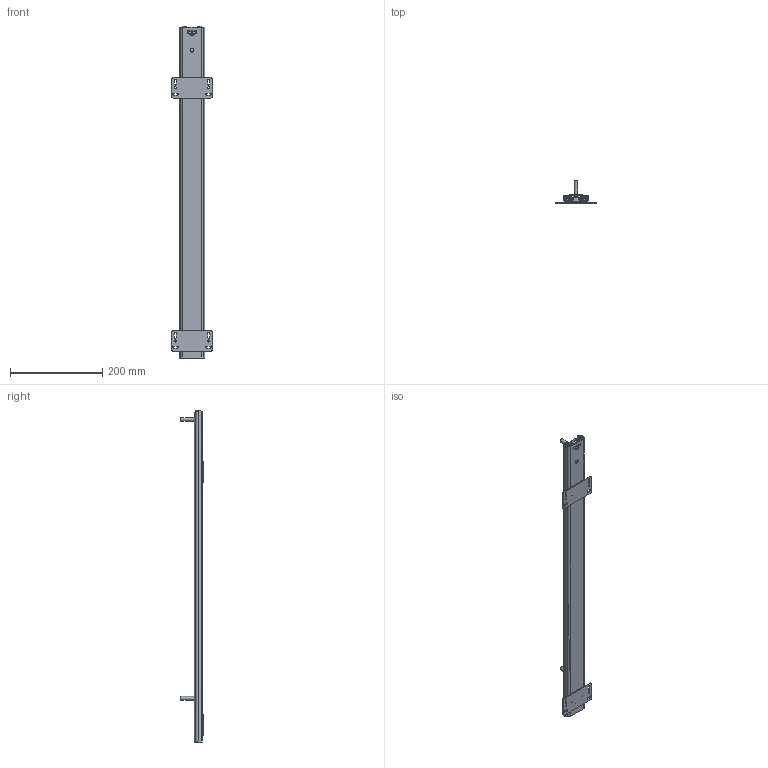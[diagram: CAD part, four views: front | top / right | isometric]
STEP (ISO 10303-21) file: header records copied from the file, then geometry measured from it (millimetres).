
FILE_DESCRIPTION(/* description */ ('ULF HD 721.5 / 780 (17,2mm)'),/* implementation_level */ '2;1');
FILE_NAME(/* name */ '124-B36_00_in.stp',/* time_stamp */ '2017-12-18T10:00:08+01:00',/* author */ ('stagece1'),/* organization */ (''),/* preprocessor_version */ 'ST-DEVELOPER v16.13',/* originating_system */ 'Autodesk Inventor 2018',/* authorisation */ '');
FILE_SCHEMA (('AUTOMOTIVE_DESIGN { 1 0 10303 214 3 1 1 }'));
Length unit declared in the file: millimetre
Products named in the file (18): 124-B36; 124-B36_1; 124-B36_2; 124-B36_3; 5920037; 554-202; 124-B36_4; 124-B36_5; 124-B36_6; 124-B36_7; 124-B36_8; 124-B36_9; 124-B36_10; 124-B36_11; 921084; 124-B36_12; 124-B36_13; 931234
Assembly tree (100 placements, depth 3):
  124-B36
    124-B36_1
    124-B36_2
      124-B36_3
      5920037
      554-202  x2
    124-B36_4
      124-B36_5
      921084  x2
      124-B36_6  x40
    124-B36_7
      124-B36_8
    124-B36_9
      124-B36_10
      124-B36_11  x40
      921084  x2
    124-B36_12
      124-B36_13
      931234  x2
Bounding box: 88 x 49.2 x 721.5 mm (x, y, z)
Volume: 285586.2 mm3; surface area: 377541.4 mm2
Topology: 98 solids, 98 shells, 2494 faces, 7395 edges, 5136 vertices
Faces by surface type: plane 1304, cylinder 1066, sphere 100, cone 10, bspline 10, torus 4
Full cylindrical faces by diameter (mm): 4 x4, 4.5 x4, 5.56 x40, 6.35 x40, 8 x3
Entity records: 68473 total; most frequent: CARTESIAN_POINT 12557, DIRECTION 11844, ORIENTED_EDGE 11264, EDGE_CURVE 5632, AXIS2_PLACEMENT_3D 4099, VERTEX_POINT 3800, LINE 3646, VECTOR 3646
